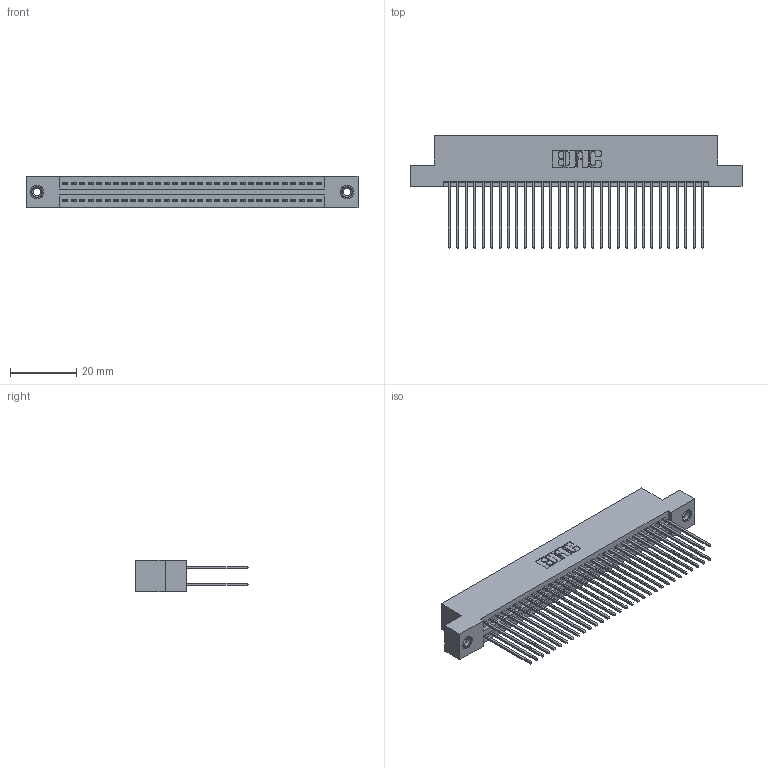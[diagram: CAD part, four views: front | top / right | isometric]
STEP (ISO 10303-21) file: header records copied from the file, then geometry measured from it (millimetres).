
FILE_DESCRIPTION (( 'STEP AP203' ), '1' );
FILE_NAME ('345-062-541-208.STEP', '2019-10-30T11:13:58', ( '' ), ( '' ), 'SwSTEP 2.0', 'SolidWorks 2016', '' );
FILE_SCHEMA (( 'CONFIG_CONTROL_DESIGN' ));
Length unit declared in the file: inch
Products named in the file (4): 345 Part_Flush Mounting Lugs - 0.156 Dia-TI; 345-062-541-208; 345-292-001_345-293-141; 345-250-001_345-250-003-102
Assembly tree (65 placements, depth 2):
  345-062-541-208
    345 Part_Flush Mounting Lugs - 0.156 Dia-TI
    345-292-001_345-293-141  x62
    345-250-001_345-250-003-102  x2
Bounding box: 99.95 x 33.96 x 9.4 mm (x, y, z)
Volume: 9956.2 mm3; surface area: 16189.4 mm2
Topology: 65 solids, 65 shells, 3286 faces, 9715 edges, 6386 vertices
Faces by surface type: plane 2158, cylinder 1112, cone 12, torus 4
Entity records: 27008 total; most frequent: CARTESIAN_POINT 4519, ORIENTED_EDGE 4446, DIRECTION 4025, EDGE_CURVE 2223, VECTOR 1947, LINE 1947, VERTEX_POINT 1476, AXIS2_PLACEMENT_3D 1039
